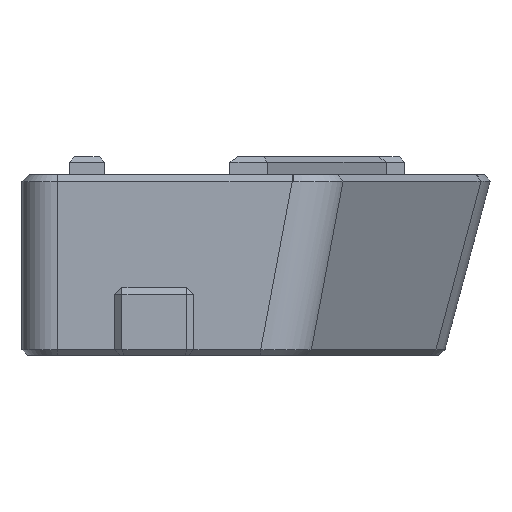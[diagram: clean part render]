
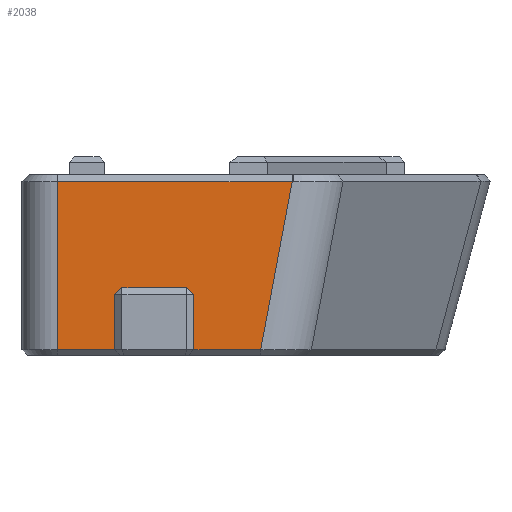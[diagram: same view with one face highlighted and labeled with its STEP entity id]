
A CAD part, front view. The second image highlights one B-rep face of the part: STEP entity #2038.
In plain terms, the highlighted planar face has unit normal (0, -1, 0).
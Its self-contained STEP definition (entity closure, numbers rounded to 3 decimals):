
#50=PLANE('',#2176);
#186=FACE_OUTER_BOUND('',#313,.T.);
#313=EDGE_LOOP('',(#1452,#1453,#1454,#1455,#1456,#1457,#1458,#1459,#1460,
#1461));
#454=LINE('',#3057,#695);
#455=LINE('',#3061,#696);
#456=LINE('',#3063,#697);
#457=LINE('',#3065,#698);
#458=LINE('',#3067,#699);
#459=LINE('',#3069,#700);
#460=LINE('',#3071,#701);
#461=LINE('',#3073,#702);
#462=LINE('',#3075,#703);
#463=LINE('',#3076,#704);
#695=VECTOR('',#2357,9.53);
#696=VECTOR('',#2362,3.26);
#697=VECTOR('',#2363,3.125);
#698=VECTOR('',#2364,0.566);
#699=VECTOR('',#2365,3.68);
#700=VECTOR('',#2366,0.566);
#701=VECTOR('',#2367,3.125);
#702=VECTOR('',#2368,3.78);
#703=VECTOR('',#2369,9.696);
#704=VECTOR('',#2370,13.308);
#962=VERTEX_POINT('',#3054);
#963=VERTEX_POINT('',#3056);
#964=VERTEX_POINT('',#3060);
#965=VERTEX_POINT('',#3062);
#966=VERTEX_POINT('',#3064);
#967=VERTEX_POINT('',#3066);
#968=VERTEX_POINT('',#3068);
#969=VERTEX_POINT('',#3070);
#970=VERTEX_POINT('',#3072);
#971=VERTEX_POINT('',#3074);
#1146=EDGE_CURVE('',#963,#962,#454,.T.);
#1148=EDGE_CURVE('',#962,#964,#455,.T.);
#1149=EDGE_CURVE('',#965,#964,#456,.T.);
#1150=EDGE_CURVE('',#965,#966,#457,.T.);
#1151=EDGE_CURVE('',#967,#966,#458,.T.);
#1152=EDGE_CURVE('',#967,#968,#459,.T.);
#1153=EDGE_CURVE('',#969,#968,#460,.T.);
#1154=EDGE_CURVE('',#969,#970,#461,.T.);
#1155=EDGE_CURVE('',#970,#971,#462,.T.);
#1156=EDGE_CURVE('',#971,#963,#463,.T.);
#1452=ORIENTED_EDGE('',*,*,#1146,.T.);
#1453=ORIENTED_EDGE('',*,*,#1148,.T.);
#1454=ORIENTED_EDGE('',*,*,#1149,.F.);
#1455=ORIENTED_EDGE('',*,*,#1150,.T.);
#1456=ORIENTED_EDGE('',*,*,#1151,.F.);
#1457=ORIENTED_EDGE('',*,*,#1152,.T.);
#1458=ORIENTED_EDGE('',*,*,#1153,.F.);
#1459=ORIENTED_EDGE('',*,*,#1154,.T.);
#1460=ORIENTED_EDGE('',*,*,#1155,.T.);
#1461=ORIENTED_EDGE('',*,*,#1156,.T.);
#2038=ADVANCED_FACE('',(#186),#50,.T.);
#2176=AXIS2_PLACEMENT_3D('',#3059,#2360,#2361);
#2357=DIRECTION('',(0.,0.,-1.));
#2360=DIRECTION('center_axis',(0.,-1.,0.));
#2361=DIRECTION('ref_axis',(-1.,0.,0.));
#2362=DIRECTION('',(1.,0.,0.));
#2363=DIRECTION('',(0.,0.,-1.));
#2364=DIRECTION('',(0.707,0.,0.707));
#2365=DIRECTION('',(-1.,0.,0.));
#2366=DIRECTION('',(0.707,0.,-0.707));
#2367=DIRECTION('',(0.,0.,1.));
#2368=DIRECTION('',(1.,0.,0.));
#2369=DIRECTION('',(0.184,0.,0.983));
#2370=DIRECTION('',(-1.,0.,0.));
#3054=CARTESIAN_POINT('',(-113.,62.955,63.367));
#3056=CARTESIAN_POINT('',(-113.,62.955,72.897));
#3057=CARTESIAN_POINT('',(-113.,62.955,72.897));
#3059=CARTESIAN_POINT('Origin',(-97.467,62.955,73.297));
#3060=CARTESIAN_POINT('',(-109.74,62.955,63.367));
#3061=CARTESIAN_POINT('',(-113.,62.955,63.367));
#3062=CARTESIAN_POINT('',(-109.74,62.955,66.492));
#3063=CARTESIAN_POINT('',(-109.74,62.955,66.492));
#3064=CARTESIAN_POINT('',(-109.34,62.955,66.892));
#3065=CARTESIAN_POINT('',(-109.74,62.955,66.492));
#3066=CARTESIAN_POINT('',(-105.66,62.955,66.892));
#3067=CARTESIAN_POINT('',(-105.66,62.955,66.892));
#3068=CARTESIAN_POINT('',(-105.26,62.955,66.492));
#3069=CARTESIAN_POINT('',(-105.66,62.955,66.892));
#3070=CARTESIAN_POINT('',(-105.26,62.955,63.367));
#3071=CARTESIAN_POINT('',(-105.26,62.955,63.367));
#3072=CARTESIAN_POINT('',(-101.48,62.955,63.367));
#3073=CARTESIAN_POINT('',(-105.26,62.955,63.367));
#3074=CARTESIAN_POINT('',(-99.692,62.955,72.897));
#3075=CARTESIAN_POINT('',(-101.48,62.955,63.367));
#3076=CARTESIAN_POINT('',(-99.692,62.955,72.897));
